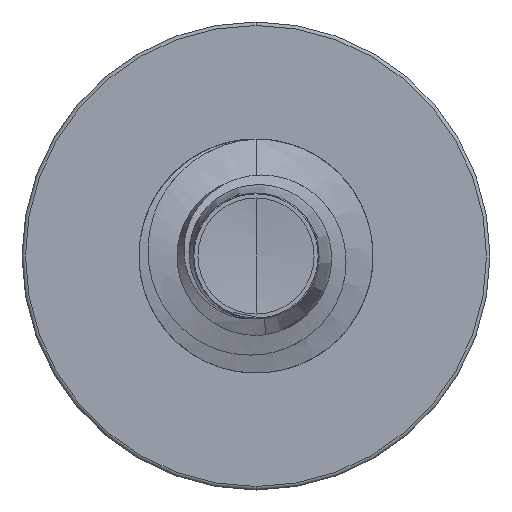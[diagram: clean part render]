
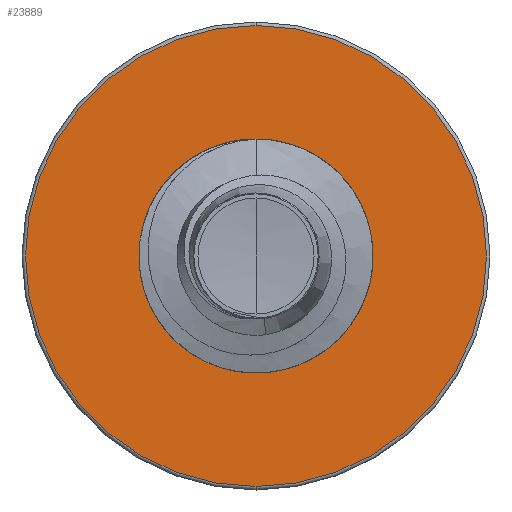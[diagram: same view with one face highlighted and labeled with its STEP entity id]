
A CAD part, front view. The second image highlights one B-rep face of the part: STEP entity #23889.
In plain terms, the highlighted planar face has unit normal (0, -1, 0).
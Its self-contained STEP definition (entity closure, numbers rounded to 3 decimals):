
#530 = CARTESIAN_POINT ( 'NONE',  ( 0., 20., 0. ) ) ;
#993 = AXIS2_PLACEMENT_3D ( 'NONE', #6409, #9150, #23637 ) ;
#3076 = CIRCLE ( 'NONE', #7884, 2.415 ) ;
#3405 = DIRECTION ( 'NONE',  ( 0., 0., 1. ) ) ;
#3528 = CARTESIAN_POINT ( 'NONE',  ( 0., 20., 2.415 ) ) ;
#5117 = AXIS2_PLACEMENT_3D ( 'NONE', #530, #18192, #3405 ) ;
#5634 = ORIENTED_EDGE ( 'NONE', *, *, #18455, .T. ) ;
#6409 = CARTESIAN_POINT ( 'NONE',  ( 0., 20., -2.415 ) ) ;
#7082 = FACE_OUTER_BOUND ( 'NONE', #15044, .T. ) ;
#7194 = AXIS2_PLACEMENT_3D ( 'NONE', #8315, #23114, #10981 ) ;
#7884 = AXIS2_PLACEMENT_3D ( 'NONE', #9643, #23943, #12205 ) ;
#8315 = CARTESIAN_POINT ( 'NONE',  ( 0., 20., 0. ) ) ;
#9150 = DIRECTION ( 'NONE',  ( 0., 1., 0. ) ) ;
#9643 = CARTESIAN_POINT ( 'NONE',  ( 0., 20., 0. ) ) ;
#10433 = FACE_BOUND ( 'NONE', #27433, .T. ) ;
#10981 = DIRECTION ( 'NONE',  ( 0., 0., 1. ) ) ;
#11637 = ORIENTED_EDGE ( 'NONE', *, *, #19025, .F. ) ;
#12205 = DIRECTION ( 'NONE',  ( 0., 0., 1. ) ) ;
#12286 = VERTEX_POINT ( 'NONE', #3528 ) ;
#13075 = VERTEX_POINT ( 'NONE', #14565 ) ;
#13928 = CARTESIAN_POINT ( 'NONE',  ( 0., 20., 0. ) ) ;
#14565 = CARTESIAN_POINT ( 'NONE',  ( 0., 20., 4.925 ) ) ;
#15044 = EDGE_LOOP ( 'NONE', ( #11637, #25415 ) ) ;
#15807 = ORIENTED_EDGE ( 'NONE', *, *, #22641, .T. ) ;
#16008 = VERTEX_POINT ( 'NONE', #23470 ) ;
#16113 = DIRECTION ( 'NONE',  ( 0., 0., 1. ) ) ;
#16899 = CIRCLE ( 'NONE', #22081, 2.415 ) ;
#17236 = CIRCLE ( 'NONE', #5117, 4.925 ) ;
#18176 = CIRCLE ( 'NONE', #7194, 4.925 ) ;
#18192 = DIRECTION ( 'NONE',  ( 0., 1., 0. ) ) ;
#18455 = EDGE_CURVE ( 'NONE', #12286, #16008, #3076, .T. ) ;
#19025 = EDGE_CURVE ( 'NONE', #13075, #23555, #18176, .T. ) ;
#20143 = PLANE ( 'NONE',  #993 ) ;
#21694 = EDGE_CURVE ( 'NONE', #23555, #13075, #17236, .T. ) ;
#22081 = AXIS2_PLACEMENT_3D ( 'NONE', #13928, #26877, #16113 ) ;
#22641 = EDGE_CURVE ( 'NONE', #16008, #12286, #16899, .T. ) ;
#23114 = DIRECTION ( 'NONE',  ( 0., 1., 0. ) ) ;
#23203 = CARTESIAN_POINT ( 'NONE',  ( 0., 20., -4.925 ) ) ;
#23470 = CARTESIAN_POINT ( 'NONE',  ( 0., 20., -2.415 ) ) ;
#23555 = VERTEX_POINT ( 'NONE', #23203 ) ;
#23637 = DIRECTION ( 'NONE',  ( 0., 0., 1. ) ) ;
#23889 = ADVANCED_FACE ( 'NONE', ( #7082, #10433 ), #20143, .F. ) ;
#23943 = DIRECTION ( 'NONE',  ( 0., 1., 0. ) ) ;
#25415 = ORIENTED_EDGE ( 'NONE', *, *, #21694, .F. ) ;
#26877 = DIRECTION ( 'NONE',  ( 0., 1., 0. ) ) ;
#27433 = EDGE_LOOP ( 'NONE', ( #5634, #15807 ) ) ;
